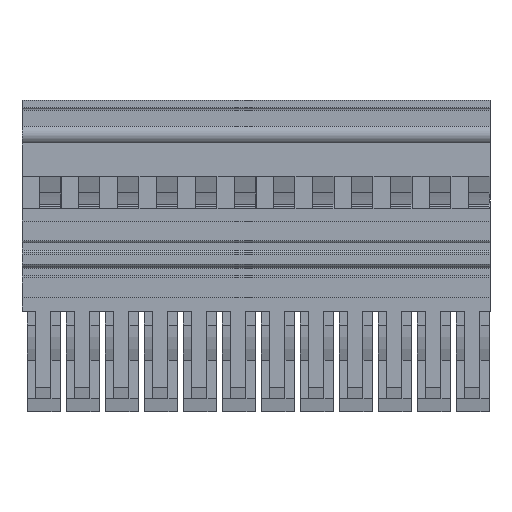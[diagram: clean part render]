
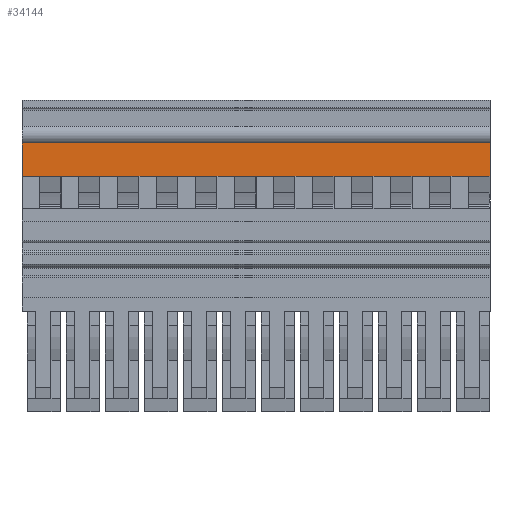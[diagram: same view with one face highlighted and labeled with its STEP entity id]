
A CAD part, front view. The second image highlights one B-rep face of the part: STEP entity #34144.
In plain terms, the highlighted planar face has unit normal (0, -1, 0).
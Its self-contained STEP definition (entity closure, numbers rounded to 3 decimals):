
#33924=AXIS2_PLACEMENT_3D('Plane Axis2P3D',#33921,#33922,#33923) ;
#790=CARTESIAN_POINT('Vertex',(0.,0.6,30.772)) ;
#793=CARTESIAN_POINT('Line Origine',(0.,0.6,32.963)) ;
#797=CARTESIAN_POINT('Vertex',(0.,0.6,35.155)) ;
#33921=CARTESIAN_POINT('Axis2P3D Location',(76.5,0.6,14.7)) ;
#34037=CARTESIAN_POINT('Line Origine',(30.6,0.6,30.772)) ;
#34041=CARTESIAN_POINT('Vertex',(61.2,0.6,30.772)) ;
#34126=CARTESIAN_POINT('Line Origine',(61.2,0.6,32.963)) ;
#34130=CARTESIAN_POINT('Vertex',(61.2,0.6,35.155)) ;
#34133=CARTESIAN_POINT('Line Origine',(30.6,0.6,35.155)) ;
#794=DIRECTION('Vector Direction',(0.,0.,1.)) ;
#33922=DIRECTION('Axis2P3D Direction',(0.,1.,0.)) ;
#33923=DIRECTION('Axis2P3D XDirection',(0.,0.,1.)) ;
#34038=DIRECTION('Vector Direction',(-1.,0.,0.)) ;
#34127=DIRECTION('Vector Direction',(0.,0.,1.)) ;
#34134=DIRECTION('Vector Direction',(-1.,0.,0.)) ;
#795=VECTOR('Line Direction',#794,1.) ;
#34039=VECTOR('Line Direction',#34038,1.) ;
#34128=VECTOR('Line Direction',#34127,1.) ;
#34135=VECTOR('Line Direction',#34134,1.) ;
#34139=ORIENTED_EDGE('',*,*,#34132,.T.) ;
#34140=ORIENTED_EDGE('',*,*,#34137,.T.) ;
#34141=ORIENTED_EDGE('',*,*,#799,.T.) ;
#34142=ORIENTED_EDGE('',*,*,#34043,.F.) ;
#34144=ADVANCED_FACE('V1',(#34143),#33925,.F.) ;
#799=EDGE_CURVE('',#798,#791,#796,.F.) ;
#34043=EDGE_CURVE('',#34042,#791,#34040,.T.) ;
#34132=EDGE_CURVE('',#34042,#34131,#34129,.T.) ;
#34137=EDGE_CURVE('',#34131,#798,#34136,.T.) ;
#34138=EDGE_LOOP('',(#34139,#34140,#34141,#34142)) ;
#34143=FACE_OUTER_BOUND('',#34138,.T.) ;
#796=LINE('Line',#793,#795) ;
#34040=LINE('Line',#34037,#34039) ;
#34129=LINE('Line',#34126,#34128) ;
#34136=LINE('Line',#34133,#34135) ;
#33925=PLANE('',#33924) ;
#791=VERTEX_POINT('',#790) ;
#798=VERTEX_POINT('',#797) ;
#34042=VERTEX_POINT('',#34041) ;
#34131=VERTEX_POINT('',#34130) ;
